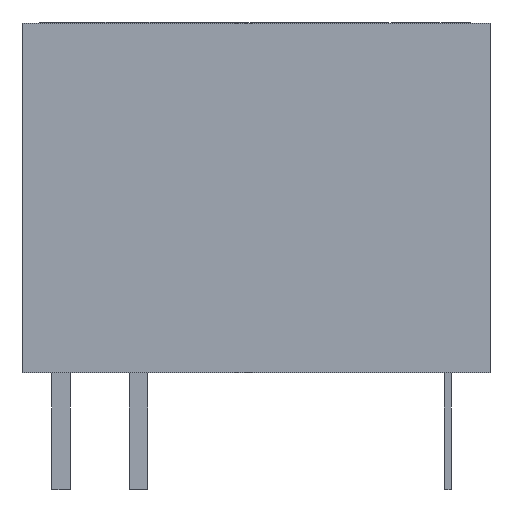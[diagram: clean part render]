
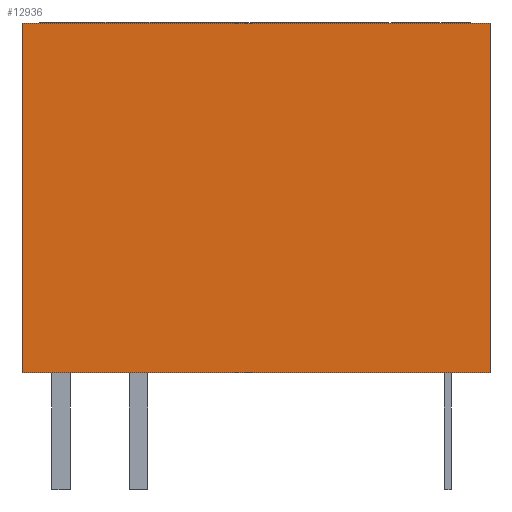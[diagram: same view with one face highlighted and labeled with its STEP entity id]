
A CAD part, front view. The second image highlights one B-rep face of the part: STEP entity #12936.
In plain terms, the highlighted planar face has unit normal (0, -1, 0).
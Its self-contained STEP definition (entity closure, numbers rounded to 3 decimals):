
#830=ORIENTED_EDGE('',*,*,#3495,.F.);
#831=ORIENTED_EDGE('',*,*,#3506,.F.);
#832=ORIENTED_EDGE('',*,*,#3246,.T.);
#833=ORIENTED_EDGE('',*,*,#3500,.T.);
#3246=EDGE_CURVE('',#4591,#4590,#5484,.T.);
#3495=EDGE_CURVE('',#4837,#4834,#5699,.T.);
#3500=EDGE_CURVE('',#4590,#4834,#5704,.T.);
#3506=EDGE_CURVE('',#4591,#4837,#5710,.T.);
#4590=VERTEX_POINT('',#16178);
#4591=VERTEX_POINT('',#16180);
#4834=VERTEX_POINT('',#17282);
#4837=VERTEX_POINT('',#17287);
#5484=LINE('',#16179,#6462);
#5699=LINE('',#17288,#6677);
#5704=LINE('',#17298,#6682);
#5710=LINE('',#17308,#6688);
#6462=VECTOR('',#14017,1000.);
#6677=VECTOR('',#14236,1000.);
#6682=VECTOR('',#14243,1000.);
#6688=VECTOR('',#14253,1000.);
#7440=EDGE_LOOP('',(#830,#831,#832,#833));
#8064=FACE_BOUND('',#7440,.T.);
#8644=PLANE('',#13508);
#12936=ADVANCED_FACE('',(#8064),#8644,.T.);
#13508=AXIS2_PLACEMENT_3D('',#17309,#14254,#14255);
#14017=DIRECTION('',(-1.,0.,0.));
#14236=DIRECTION('',(-1.,0.,0.));
#14243=DIRECTION('',(0.,0.,-1.));
#14253=DIRECTION('',(0.,0.,-1.));
#14254=DIRECTION('',(0.,-1.,0.));
#14255=DIRECTION('',(0.,0.,1.));
#16178=CARTESIAN_POINT('',(-7.684,-5.182,11.481));
#16179=CARTESIAN_POINT('',(7.684,-5.182,11.481));
#16180=CARTESIAN_POINT('',(7.684,-5.182,11.481));
#17282=CARTESIAN_POINT('',(-7.684,-5.182,0.));
#17287=CARTESIAN_POINT('',(7.684,-5.182,0.));
#17288=CARTESIAN_POINT('',(7.684,-5.182,0.));
#17298=CARTESIAN_POINT('',(-7.684,-5.182,11.481));
#17308=CARTESIAN_POINT('',(7.684,-5.182,11.481));
#17309=CARTESIAN_POINT('',(7.684,-5.182,11.481));
